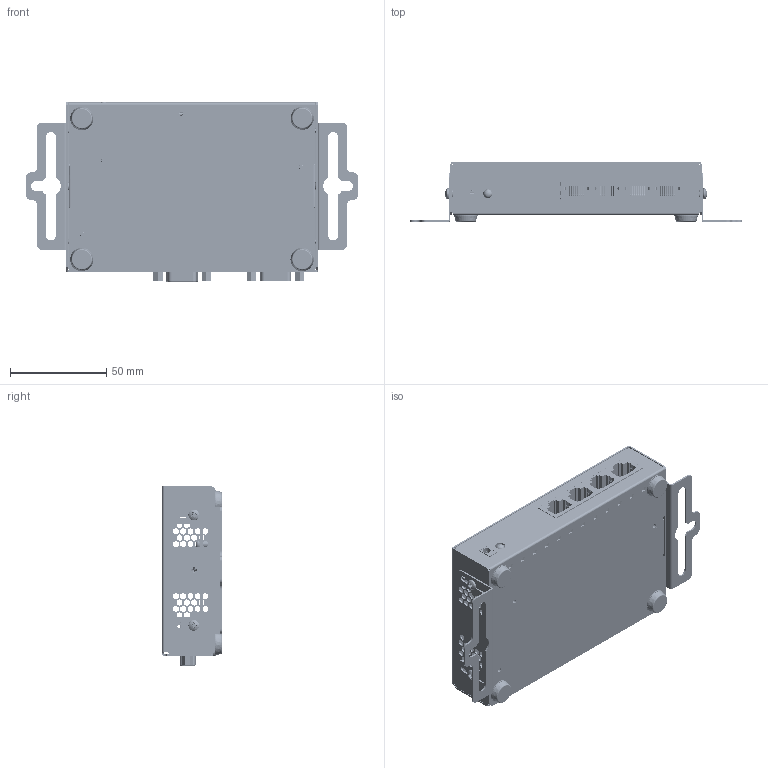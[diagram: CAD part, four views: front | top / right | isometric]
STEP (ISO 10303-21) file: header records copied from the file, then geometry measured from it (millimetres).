
FILE_DESCRIPTION (( 'STEP AP214' ), '1' );
FILE_NAME ('VOPEX-C5V-4C.STEP', '2018-09-07T18:45:43', ( 'test' ), ( '' ), 'SwSTEP 2.0', 'SolidWorks 2011', '' );
FILE_SCHEMA (( 'AUTOMOTIVE_DESIGN' ));
Length unit declared in the file: inch
Products named in the file (17): CS4028; HW4003-STANDOFF-MF-#4-40X.1875 ZN_92700A488; HW4033-SCRW#4-40x.25-BUT-TORX-T8-ZN_90022A110; HW5127 CR-FHMS 0.112-40x0.188x0.188_CR-FHMS 0.112-40x0.188x0.188-C; HW7097_90272A105; TL6383_PEM SO-440-8 ZI--C; VOPEX-C5VA-4C1000-PCB; CN5369 - 15 PIN FEMALE RIGHT ANGLE; CN5096 - 15 PIN MALE RIGHT ANGLE; CN5335 - QUAD RJ45; SM4032; CN6398; MP4559; MP4117; MP4116; VOPEX-C5V-4C
Assembly tree (31 placements, depth 3):
  VOPEX-C5V-4C
    CS4028  x4
    HW4003-STANDOFF-MF-#4-40X.1875 ZN_92700A488  x4
    VOPEX-C5VA-4C1000-PCB
      SM4032
      CN5369 - 15 PIN FEMALE RIGHT ANGLE
      VOPEX-C5VA-4C1000-PCB
      CN5096 - 15 PIN MALE RIGHT ANGLE
      CN6398
      CN5335 - QUAD RJ45
    MP4117
    MP4559  x2
    HW5127 CR-FHMS 0.112-40x0.188x0.188_CR-FHMS 0.112-40x0.188x0.188-C  x2
    MP4116
    HW4033-SCRW#4-40x.25-BUT-TORX-T8-ZN_90022A110  x3
    HW7097_90272A105  x4
    TL6383_PEM SO-440-8 ZI--C  x3
Bounding box: 172.28 x 30.92 x 93.45 mm (x, y, z)
Volume: 65976.9 mm3; surface area: 114179.3 mm2
Topology: 39 solids, 39 shells, 3994 faces, 10643 edges, 6855 vertices
Faces by surface type: cylinder 1776, plane 1629, cone 314, torus 145, bspline 77, sphere 53
Entity records: 125818 total; most frequent: CARTESIAN_POINT 25595, DIRECTION 16805, ORIENTED_EDGE 16754, EDGE_CURVE 8377, AXIS2_PLACEMENT_3D 5849, VERTEX_POINT 5426, LINE 5107, VECTOR 5107
